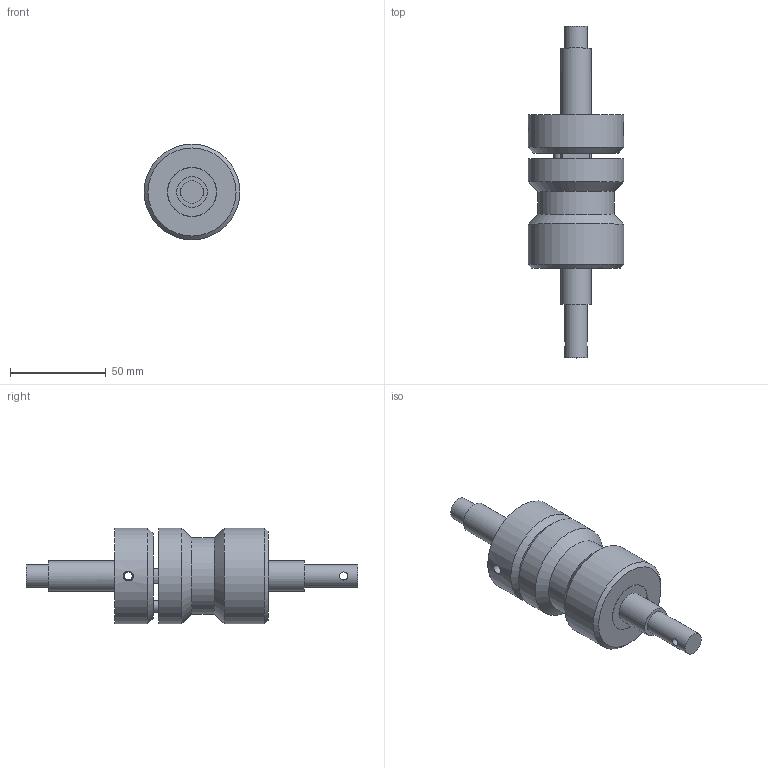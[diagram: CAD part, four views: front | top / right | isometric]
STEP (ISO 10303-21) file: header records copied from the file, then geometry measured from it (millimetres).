
FILE_DESCRIPTION( ( '' ), ' ' );
FILE_NAME( '5ed326679a1f740f8e4cc9ba.step', '2020-05-31T03:37:11', ( '' ), ( '' ), ' ', ' ', ' ' );
FILE_SCHEMA( ( 'AUTOMOTIVE_DESIGN { 1 0 10303 214 1 1 1 1 }' ) );
Length unit declared in the file: metre
Products named in the file (7): Cam Lock Spring; Curve 1; Cilindro para criar a mola; Pin; Motor Axis Locker; Cam Lock; Motor Axis
Bounding box: 50 x 173.5 x 50 mm (x, y, z)
Volume: 147514.8 mm3; surface area: 41682.7 mm2
Topology: 6 solids, 6 shells, 58 faces, 103 edges, 67 vertices
Faces by surface type: plane 26, cylinder 23, cone 6, torus 2, bspline 1
Full cylindrical faces by diameter (mm): 4.2 x2, 5.2 x2, 6 x3, 9 x1, 12 x2, 16 x2, 16.2 x2, 18 x1, 25.4 x1, 25.6 x1, 29 x1, 40 x1, 43 x1, 50 x3
Entity records: 3663 total; most frequent: CARTESIAN_POINT 2106, DIRECTION 232, ORIENTED_EDGE 128, AXIS2_PLACEMENT_3D 112, EDGE_LOOP 112, FACE_OUTER_BOUND 84, EDGE_CURVE 64, VERTEX_POINT 62
